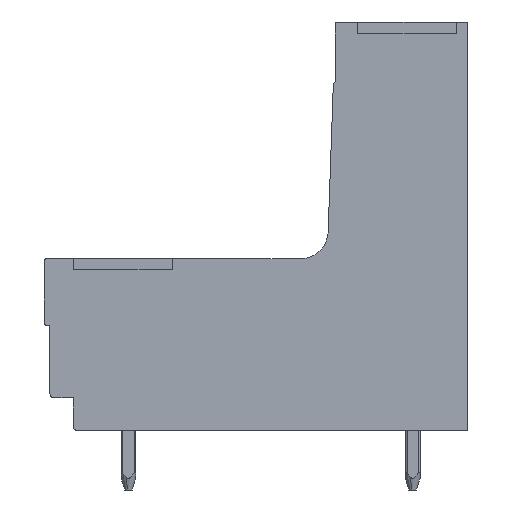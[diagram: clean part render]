
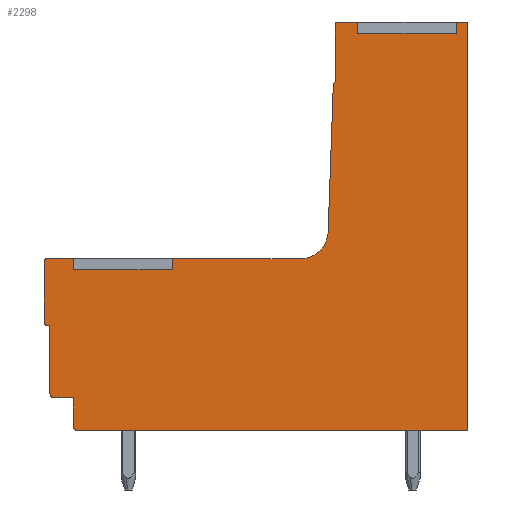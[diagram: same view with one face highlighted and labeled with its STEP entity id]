
A CAD part, left-side view. The second image highlights one B-rep face of the part: STEP entity #2298.
In plain terms, the highlighted planar face has unit normal (-1, 0, 0).
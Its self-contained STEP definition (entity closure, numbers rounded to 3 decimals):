
#2141=AXIS2_PLACEMENT_3D('Plane Axis2P3D',#2138,#2139,#2140) ;
#2152=AXIS2_PLACEMENT_3D('Circle Axis2P3D',#2150,#2151,$) ;
#2166=AXIS2_PLACEMENT_3D('Circle Axis2P3D',#2164,#2165,$) ;
#2180=AXIS2_PLACEMENT_3D('Circle Axis2P3D',#2178,#2179,$) ;
#2199=AXIS2_PLACEMENT_3D('Circle Axis2P3D',#2197,#2198,$) ;
#2213=AXIS2_PLACEMENT_3D('Circle Axis2P3D',#2211,#2212,$) ;
#2234=AXIS2_PLACEMENT_3D('Circle Axis2P3D',#2232,#2233,$) ;
#2255=AXIS2_PLACEMENT_3D('Circle Axis2P3D',#2253,#2254,$) ;
#36=CARTESIAN_POINT('Line Origine',(0.3,5.9,24.8)) ;
#40=CARTESIAN_POINT('Vertex',(0.3,5.9,25.1)) ;
#42=CARTESIAN_POINT('Vertex',(0.3,5.9,24.5)) ;
#76=CARTESIAN_POINT('Line Origine',(0.3,3.25,24.5)) ;
#80=CARTESIAN_POINT('Vertex',(0.3,0.6,24.5)) ;
#135=CARTESIAN_POINT('Vertex',(0.3,0.6,25.1)) ;
#155=CARTESIAN_POINT('Line Origine',(0.3,0.6,24.8)) ;
#172=CARTESIAN_POINT('Line Origine',(0.3,21.14,12.1)) ;
#176=CARTESIAN_POINT('Vertex',(0.3,21.14,12.4)) ;
#178=CARTESIAN_POINT('Vertex',(0.3,21.14,11.8)) ;
#212=CARTESIAN_POINT('Line Origine',(0.3,18.49,11.8)) ;
#216=CARTESIAN_POINT('Vertex',(0.3,15.84,11.8)) ;
#266=CARTESIAN_POINT('Vertex',(0.3,15.84,12.4)) ;
#286=CARTESIAN_POINT('Line Origine',(0.3,15.84,12.1)) ;
#356=CARTESIAN_POINT('Vertex',(0.3,0.,3.2)) ;
#359=CARTESIAN_POINT('Line Origine',(0.3,10.47,3.2)) ;
#363=CARTESIAN_POINT('Vertex',(0.3,20.94,3.2)) ;
#2138=CARTESIAN_POINT('Axis2P3D Location',(0.3,0.,0.)) ;
#2143=CARTESIAN_POINT('Line Origine',(0.3,6.45,25.1)) ;
#2147=CARTESIAN_POINT('Vertex',(0.3,7.,25.1)) ;
#2150=CARTESIAN_POINT('Axis2P3D Location',(0.3,7.,25.)) ;
#2154=CARTESIAN_POINT('Vertex',(0.3,7.1,25.)) ;
#2157=CARTESIAN_POINT('Line Origine',(0.3,7.1,23.45)) ;
#2161=CARTESIAN_POINT('Vertex',(0.3,7.1,21.9)) ;
#2164=CARTESIAN_POINT('Axis2P3D Location',(0.3,6.952,21.694)) ;
#2168=CARTESIAN_POINT('Vertex',(0.3,7.206,21.705)) ;
#2171=CARTESIAN_POINT('Line Origine',(0.3,7.343,17.776)) ;
#2175=CARTESIAN_POINT('Vertex',(0.3,7.48,13.848)) ;
#2178=CARTESIAN_POINT('Axis2P3D Location',(0.3,8.979,13.9)) ;
#2182=CARTESIAN_POINT('Vertex',(0.3,8.979,12.4)) ;
#2185=CARTESIAN_POINT('Line Origine',(0.3,12.41,12.4)) ;
#2190=CARTESIAN_POINT('Line Origine',(0.3,21.87,12.4)) ;
#2194=CARTESIAN_POINT('Vertex',(0.3,22.6,12.4)) ;
#2197=CARTESIAN_POINT('Axis2P3D Location',(0.3,22.6,12.3)) ;
#2201=CARTESIAN_POINT('Vertex',(0.3,22.7,12.3)) ;
#2204=CARTESIAN_POINT('Line Origine',(0.3,22.7,10.65)) ;
#2208=CARTESIAN_POINT('Vertex',(0.3,22.7,9.)) ;
#2211=CARTESIAN_POINT('Axis2P3D Location',(0.3,22.5,9.)) ;
#2215=CARTESIAN_POINT('Vertex',(0.3,22.5,8.8)) ;
#2218=CARTESIAN_POINT('Line Origine',(0.3,22.45,8.8)) ;
#2222=CARTESIAN_POINT('Vertex',(0.3,22.4,8.8)) ;
#2225=CARTESIAN_POINT('Line Origine',(0.3,22.4,6.975)) ;
#2229=CARTESIAN_POINT('Vertex',(0.3,22.4,5.15)) ;
#2232=CARTESIAN_POINT('Axis2P3D Location',(0.3,22.2,5.15)) ;
#2236=CARTESIAN_POINT('Vertex',(0.3,22.2,4.95)) ;
#2239=CARTESIAN_POINT('Line Origine',(0.3,21.67,4.95)) ;
#2243=CARTESIAN_POINT('Vertex',(0.3,21.14,4.95)) ;
#2246=CARTESIAN_POINT('Line Origine',(0.3,21.14,4.175)) ;
#2250=CARTESIAN_POINT('Vertex',(0.3,21.14,3.4)) ;
#2253=CARTESIAN_POINT('Axis2P3D Location',(0.3,20.94,3.4)) ;
#2258=CARTESIAN_POINT('Line Origine',(0.3,0.,14.15)) ;
#2262=CARTESIAN_POINT('Vertex',(0.3,0.,25.1)) ;
#2265=CARTESIAN_POINT('Line Origine',(0.3,0.3,25.1)) ;
#37=DIRECTION('Vector Direction',(0.,0.,1.)) ;
#77=DIRECTION('Vector Direction',(0.,1.,0.)) ;
#156=DIRECTION('Vector Direction',(0.,0.,-1.)) ;
#173=DIRECTION('Vector Direction',(0.,0.,1.)) ;
#213=DIRECTION('Vector Direction',(0.,1.,0.)) ;
#287=DIRECTION('Vector Direction',(0.,0.,-1.)) ;
#360=DIRECTION('Vector Direction',(0.,1.,0.)) ;
#2139=DIRECTION('Axis2P3D Direction',(-1.,0.,0.)) ;
#2140=DIRECTION('Axis2P3D XDirection',(0.,0.,1.)) ;
#2144=DIRECTION('Vector Direction',(0.,-1.,0.)) ;
#2151=DIRECTION('Axis2P3D Direction',(-1.,0.,0.)) ;
#2158=DIRECTION('Vector Direction',(0.,0.,1.)) ;
#2165=DIRECTION('Axis2P3D Direction',(-1.,0.,0.)) ;
#2172=DIRECTION('Vector Direction',(0.,-0.035,0.999)) ;
#2179=DIRECTION('Axis2P3D Direction',(-1.,0.,0.)) ;
#2186=DIRECTION('Vector Direction',(0.,-1.,0.)) ;
#2191=DIRECTION('Vector Direction',(0.,-1.,0.)) ;
#2198=DIRECTION('Axis2P3D Direction',(-1.,0.,0.)) ;
#2205=DIRECTION('Vector Direction',(0.,0.,1.)) ;
#2212=DIRECTION('Axis2P3D Direction',(-1.,0.,0.)) ;
#2219=DIRECTION('Vector Direction',(0.,1.,0.)) ;
#2226=DIRECTION('Vector Direction',(0.,0.,1.)) ;
#2233=DIRECTION('Axis2P3D Direction',(-1.,0.,0.)) ;
#2240=DIRECTION('Vector Direction',(0.,1.,0.)) ;
#2247=DIRECTION('Vector Direction',(0.,0.,1.)) ;
#2254=DIRECTION('Axis2P3D Direction',(-1.,0.,0.)) ;
#2259=DIRECTION('Vector Direction',(0.,0.,-1.)) ;
#2266=DIRECTION('Vector Direction',(0.,-1.,0.)) ;
#38=VECTOR('Line Direction',#37,1.) ;
#78=VECTOR('Line Direction',#77,1.) ;
#157=VECTOR('Line Direction',#156,1.) ;
#174=VECTOR('Line Direction',#173,1.) ;
#214=VECTOR('Line Direction',#213,1.) ;
#288=VECTOR('Line Direction',#287,1.) ;
#361=VECTOR('Line Direction',#360,1.) ;
#2145=VECTOR('Line Direction',#2144,1.) ;
#2159=VECTOR('Line Direction',#2158,1.) ;
#2173=VECTOR('Line Direction',#2172,1.) ;
#2187=VECTOR('Line Direction',#2186,1.) ;
#2192=VECTOR('Line Direction',#2191,1.) ;
#2206=VECTOR('Line Direction',#2205,1.) ;
#2220=VECTOR('Line Direction',#2219,1.) ;
#2227=VECTOR('Line Direction',#2226,1.) ;
#2241=VECTOR('Line Direction',#2240,1.) ;
#2248=VECTOR('Line Direction',#2247,1.) ;
#2260=VECTOR('Line Direction',#2259,1.) ;
#2267=VECTOR('Line Direction',#2266,1.) ;
#2271=ORIENTED_EDGE('',*,*,#2149,.T.) ;
#2272=ORIENTED_EDGE('',*,*,#2156,.T.) ;
#2273=ORIENTED_EDGE('',*,*,#2163,.T.) ;
#2274=ORIENTED_EDGE('',*,*,#2170,.T.) ;
#2275=ORIENTED_EDGE('',*,*,#2177,.T.) ;
#2276=ORIENTED_EDGE('',*,*,#2184,.T.) ;
#2277=ORIENTED_EDGE('',*,*,#2189,.T.) ;
#2278=ORIENTED_EDGE('',*,*,#290,.F.) ;
#2279=ORIENTED_EDGE('',*,*,#218,.F.) ;
#2280=ORIENTED_EDGE('',*,*,#180,.F.) ;
#2281=ORIENTED_EDGE('',*,*,#2196,.T.) ;
#2282=ORIENTED_EDGE('',*,*,#2203,.T.) ;
#2283=ORIENTED_EDGE('',*,*,#2210,.T.) ;
#2284=ORIENTED_EDGE('',*,*,#2217,.T.) ;
#2285=ORIENTED_EDGE('',*,*,#2224,.T.) ;
#2286=ORIENTED_EDGE('',*,*,#2231,.T.) ;
#2287=ORIENTED_EDGE('',*,*,#2238,.T.) ;
#2288=ORIENTED_EDGE('',*,*,#2245,.T.) ;
#2289=ORIENTED_EDGE('',*,*,#2252,.T.) ;
#2290=ORIENTED_EDGE('',*,*,#2257,.T.) ;
#2291=ORIENTED_EDGE('',*,*,#365,.T.) ;
#2292=ORIENTED_EDGE('',*,*,#2264,.T.) ;
#2293=ORIENTED_EDGE('',*,*,#2269,.T.) ;
#2294=ORIENTED_EDGE('',*,*,#159,.F.) ;
#2295=ORIENTED_EDGE('',*,*,#82,.F.) ;
#2296=ORIENTED_EDGE('',*,*,#44,.F.) ;
#2298=ADVANCED_FACE('HOUSING',(#2297),#2142,.T.) ;
#2153=CIRCLE('generated circle',#2152,0.1) ;
#2167=CIRCLE('generated circle',#2166,0.253) ;
#2181=CIRCLE('generated circle',#2180,1.5) ;
#2200=CIRCLE('generated circle',#2199,0.1) ;
#2214=CIRCLE('generated circle',#2213,0.2) ;
#2235=CIRCLE('generated circle',#2234,0.2) ;
#2256=CIRCLE('generated circle',#2255,0.2) ;
#44=EDGE_CURVE('',#41,#43,#39,.F.) ;
#82=EDGE_CURVE('',#43,#81,#79,.F.) ;
#159=EDGE_CURVE('',#81,#136,#158,.F.) ;
#180=EDGE_CURVE('',#177,#179,#175,.F.) ;
#218=EDGE_CURVE('',#179,#217,#215,.F.) ;
#290=EDGE_CURVE('',#217,#267,#289,.F.) ;
#365=EDGE_CURVE('',#364,#357,#362,.F.) ;
#2149=EDGE_CURVE('',#41,#2148,#2146,.F.) ;
#2156=EDGE_CURVE('',#2148,#2155,#2153,.T.) ;
#2163=EDGE_CURVE('',#2155,#2162,#2160,.F.) ;
#2170=EDGE_CURVE('',#2162,#2169,#2167,.T.) ;
#2177=EDGE_CURVE('',#2169,#2176,#2174,.F.) ;
#2184=EDGE_CURVE('',#2176,#2183,#2181,.F.) ;
#2189=EDGE_CURVE('',#2183,#267,#2188,.F.) ;
#2196=EDGE_CURVE('',#177,#2195,#2193,.F.) ;
#2203=EDGE_CURVE('',#2195,#2202,#2200,.T.) ;
#2210=EDGE_CURVE('',#2202,#2209,#2207,.F.) ;
#2217=EDGE_CURVE('',#2209,#2216,#2214,.T.) ;
#2224=EDGE_CURVE('',#2216,#2223,#2221,.F.) ;
#2231=EDGE_CURVE('',#2223,#2230,#2228,.F.) ;
#2238=EDGE_CURVE('',#2230,#2237,#2235,.T.) ;
#2245=EDGE_CURVE('',#2237,#2244,#2242,.F.) ;
#2252=EDGE_CURVE('',#2244,#2251,#2249,.F.) ;
#2257=EDGE_CURVE('',#2251,#364,#2256,.T.) ;
#2264=EDGE_CURVE('',#357,#2263,#2261,.F.) ;
#2269=EDGE_CURVE('',#2263,#136,#2268,.F.) ;
#2270=EDGE_LOOP('',(#2271,#2272,#2273,#2274,#2275,#2276,#2277,#2278,#2279,#2280,#2281,#2282,#2283,#2284,#2285,#2286,#2287,#2288,#2289,#2290,#2291,#2292,#2293,#2294,#2295,#2296)) ;
#2297=FACE_OUTER_BOUND('',#2270,.T.) ;
#39=LINE('Line',#36,#38) ;
#79=LINE('Line',#76,#78) ;
#158=LINE('Line',#155,#157) ;
#175=LINE('Line',#172,#174) ;
#215=LINE('Line',#212,#214) ;
#289=LINE('Line',#286,#288) ;
#362=LINE('Line',#359,#361) ;
#2146=LINE('Line',#2143,#2145) ;
#2160=LINE('Line',#2157,#2159) ;
#2174=LINE('Line',#2171,#2173) ;
#2188=LINE('Line',#2185,#2187) ;
#2193=LINE('Line',#2190,#2192) ;
#2207=LINE('Line',#2204,#2206) ;
#2221=LINE('Line',#2218,#2220) ;
#2228=LINE('Line',#2225,#2227) ;
#2242=LINE('Line',#2239,#2241) ;
#2249=LINE('Line',#2246,#2248) ;
#2261=LINE('Line',#2258,#2260) ;
#2268=LINE('Line',#2265,#2267) ;
#2142=PLANE('',#2141) ;
#41=VERTEX_POINT('',#40) ;
#43=VERTEX_POINT('',#42) ;
#81=VERTEX_POINT('',#80) ;
#136=VERTEX_POINT('',#135) ;
#177=VERTEX_POINT('',#176) ;
#179=VERTEX_POINT('',#178) ;
#217=VERTEX_POINT('',#216) ;
#267=VERTEX_POINT('',#266) ;
#357=VERTEX_POINT('',#356) ;
#364=VERTEX_POINT('',#363) ;
#2148=VERTEX_POINT('',#2147) ;
#2155=VERTEX_POINT('',#2154) ;
#2162=VERTEX_POINT('',#2161) ;
#2169=VERTEX_POINT('',#2168) ;
#2176=VERTEX_POINT('',#2175) ;
#2183=VERTEX_POINT('',#2182) ;
#2195=VERTEX_POINT('',#2194) ;
#2202=VERTEX_POINT('',#2201) ;
#2209=VERTEX_POINT('',#2208) ;
#2216=VERTEX_POINT('',#2215) ;
#2223=VERTEX_POINT('',#2222) ;
#2230=VERTEX_POINT('',#2229) ;
#2237=VERTEX_POINT('',#2236) ;
#2244=VERTEX_POINT('',#2243) ;
#2251=VERTEX_POINT('',#2250) ;
#2263=VERTEX_POINT('',#2262) ;
